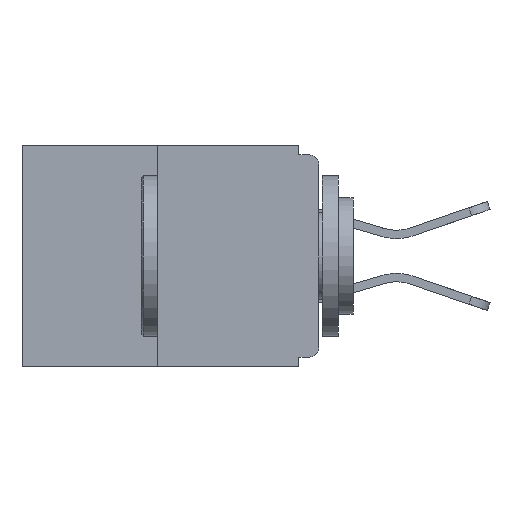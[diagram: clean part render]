
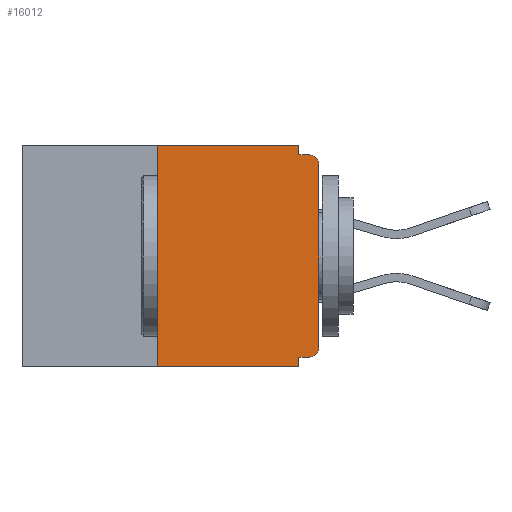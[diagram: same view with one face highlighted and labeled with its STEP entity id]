
A CAD part, left-side view. The second image highlights one B-rep face of the part: STEP entity #16012.
In plain terms, the highlighted planar face has unit normal (-1, 0, 0).
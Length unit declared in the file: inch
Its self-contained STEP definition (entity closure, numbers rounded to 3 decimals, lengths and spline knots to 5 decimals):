
#66 = EDGE_LOOP ( 'NONE', ( #17610, #14563, #4250, #1749, #16156, #12765, #8506, #17188, #7014, #6468 ) ) ;
#158 = VECTOR ( 'NONE', #8656, 39.37008 ) ;
#192 = CARTESIAN_POINT ( 'NONE',  ( 0., 0.015, -0.03 ) ) ;
#512 = LINE ( 'NONE', #18304, #18675 ) ;
#633 = FACE_OUTER_BOUND ( 'NONE', #66, .T. ) ;
#1178 = EDGE_CURVE ( 'NONE', #7189, #12135, #512, .T. ) ;
#1337 = LINE ( 'NONE', #1783, #13149 ) ;
#1749 = ORIENTED_EDGE ( 'NONE', *, *, #10294, .F. ) ;
#1783 = CARTESIAN_POINT ( 'NONE',  ( 0., 0.46, 0. ) ) ;
#1853 = DIRECTION ( 'NONE',  ( 0., -1., 0. ) ) ;
#2270 = CARTESIAN_POINT ( 'NONE',  ( 0., 0., -0.03 ) ) ;
#3393 = VERTEX_POINT ( 'NONE', #19864 ) ;
#3419 = DIRECTION ( 'NONE',  ( 0., 0., 1. ) ) ;
#3855 = CARTESIAN_POINT ( 'NONE',  ( 0., 0.031, -0.343 ) ) ;
#3917 = PLANE ( 'NONE',  #6472 ) ;
#3999 = LINE ( 'NONE', #14497, #5775 ) ;
#4036 = DIRECTION ( 'NONE',  ( -1., 0., 0. ) ) ;
#4224 = LINE ( 'NONE', #6306, #13958 ) ;
#4250 = ORIENTED_EDGE ( 'NONE', *, *, #16731, .T. ) ;
#4431 = DIRECTION ( 'NONE',  ( 0., 1., 0. ) ) ;
#4532 = LINE ( 'NONE', #3855, #158 ) ;
#4722 = LINE ( 'NONE', #16240, #18271 ) ;
#5215 = CARTESIAN_POINT ( 'NONE',  ( 0., 0.031, -0.015 ) ) ;
#5355 = VERTEX_POINT ( 'NONE', #18972 ) ;
#5481 = DIRECTION ( 'NONE',  ( 1., 0., 0. ) ) ;
#5775 = VECTOR ( 'NONE', #4431, 39.37008 ) ;
#5871 = LINE ( 'NONE', #16338, #6103 ) ;
#6103 = VECTOR ( 'NONE', #3419, 39.37008 ) ;
#6131 = EDGE_CURVE ( 'NONE', #7303, #12135, #7523, .T. ) ;
#6306 = CARTESIAN_POINT ( 'NONE',  ( 0., 0.031, 0. ) ) ;
#6459 = VERTEX_POINT ( 'NONE', #6583 ) ;
#6468 = ORIENTED_EDGE ( 'NONE', *, *, #16319, .F. ) ;
#6472 = AXIS2_PLACEMENT_3D ( 'NONE', #12153, #5481, #16985 ) ;
#6583 = CARTESIAN_POINT ( 'NONE',  ( 0., 0.031, -0.343 ) ) ;
#6918 = DIRECTION ( 'NONE',  ( -1., 0., 0. ) ) ;
#6932 = DIRECTION ( 'NONE',  ( 0., -1., 0. ) ) ;
#7014 = ORIENTED_EDGE ( 'NONE', *, *, #1178, .F. ) ;
#7189 = VERTEX_POINT ( 'NONE', #5215 ) ;
#7303 = VERTEX_POINT ( 'NONE', #2270 ) ;
#7407 = CIRCLE ( 'NONE', #13041, 0.015 ) ;
#7523 = CIRCLE ( 'NONE', #19274, 0.015 ) ;
#8115 = DIRECTION ( 'NONE',  ( 0., 0., 1. ) ) ;
#8301 = VECTOR ( 'NONE', #13529, 39.37008 ) ;
#8506 = ORIENTED_EDGE ( 'NONE', *, *, #16366, .T. ) ;
#8656 = DIRECTION ( 'NONE',  ( 0., 0., -1. ) ) ;
#9038 = EDGE_CURVE ( 'NONE', #10307, #17507, #7407, .T. ) ;
#9452 = VERTEX_POINT ( 'NONE', #20571 ) ;
#10294 = EDGE_CURVE ( 'NONE', #5355, #6459, #4532, .T. ) ;
#10307 = VERTEX_POINT ( 'NONE', #12173 ) ;
#11365 = LINE ( 'NONE', #13378, #8301 ) ;
#12135 = VERTEX_POINT ( 'NONE', #19800 ) ;
#12153 = CARTESIAN_POINT ( 'NONE',  ( 0., 0.46, 0. ) ) ;
#12173 = CARTESIAN_POINT ( 'NONE',  ( 0., 0.015, -0.328 ) ) ;
#12765 = ORIENTED_EDGE ( 'NONE', *, *, #9038, .T. ) ;
#12972 = EDGE_CURVE ( 'NONE', #9452, #13586, #5871, .T. ) ;
#13041 = AXIS2_PLACEMENT_3D ( 'NONE', #13843, #4036, #18883 ) ;
#13149 = VECTOR ( 'NONE', #1853, 39.37008 ) ;
#13306 = DIRECTION ( 'NONE',  ( 0., 0., -1. ) ) ;
#13378 = CARTESIAN_POINT ( 'NONE',  ( 0., 0.46, -0.343 ) ) ;
#13529 = DIRECTION ( 'NONE',  ( 0., -1., 0. ) ) ;
#13586 = VERTEX_POINT ( 'NONE', #16960 ) ;
#13843 = CARTESIAN_POINT ( 'NONE',  ( 0., 0.015, -0.313 ) ) ;
#13958 = VECTOR ( 'NONE', #19445, 39.37008 ) ;
#14497 = CARTESIAN_POINT ( 'NONE',  ( 0., 0., -0.328 ) ) ;
#14563 = ORIENTED_EDGE ( 'NONE', *, *, #12972, .F. ) ;
#15644 = EDGE_CURVE ( 'NONE', #10307, #5355, #3999, .T. ) ;
#16012 = ADVANCED_FACE ( 'NONE', ( #633 ), #3917, .F. ) ;
#16156 = ORIENTED_EDGE ( 'NONE', *, *, #15644, .F. ) ;
#16240 = CARTESIAN_POINT ( 'NONE',  ( 0., 0., 0. ) ) ;
#16319 = EDGE_CURVE ( 'NONE', #3393, #7189, #4224, .T. ) ;
#16338 = CARTESIAN_POINT ( 'NONE',  ( 0., 0.25, 0. ) ) ;
#16366 = EDGE_CURVE ( 'NONE', #17507, #7303, #4722, .T. ) ;
#16731 = EDGE_CURVE ( 'NONE', #9452, #6459, #11365, .T. ) ;
#16932 = EDGE_CURVE ( 'NONE', #13586, #3393, #1337, .T. ) ;
#16960 = CARTESIAN_POINT ( 'NONE',  ( 0., 0.25, 0. ) ) ;
#16985 = DIRECTION ( 'NONE',  ( 0., 0., -1. ) ) ;
#17188 = ORIENTED_EDGE ( 'NONE', *, *, #6131, .T. ) ;
#17507 = VERTEX_POINT ( 'NONE', #21010 ) ;
#17610 = ORIENTED_EDGE ( 'NONE', *, *, #16932, .F. ) ;
#18271 = VECTOR ( 'NONE', #8115, 39.37008 ) ;
#18304 = CARTESIAN_POINT ( 'NONE',  ( 0., 0., -0.015 ) ) ;
#18675 = VECTOR ( 'NONE', #6932, 39.37008 ) ;
#18883 = DIRECTION ( 'NONE',  ( 0., 0., -1. ) ) ;
#18972 = CARTESIAN_POINT ( 'NONE',  ( 0., 0.031, -0.328 ) ) ;
#19274 = AXIS2_PLACEMENT_3D ( 'NONE', #192, #6918, #13306 ) ;
#19445 = DIRECTION ( 'NONE',  ( 0., 0., -1. ) ) ;
#19800 = CARTESIAN_POINT ( 'NONE',  ( 0., 0.015, -0.015 ) ) ;
#19864 = CARTESIAN_POINT ( 'NONE',  ( 0., 0.031, 0. ) ) ;
#20571 = CARTESIAN_POINT ( 'NONE',  ( 0., 0.25, -0.343 ) ) ;
#21010 = CARTESIAN_POINT ( 'NONE',  ( 0., 0., -0.313 ) ) ;
